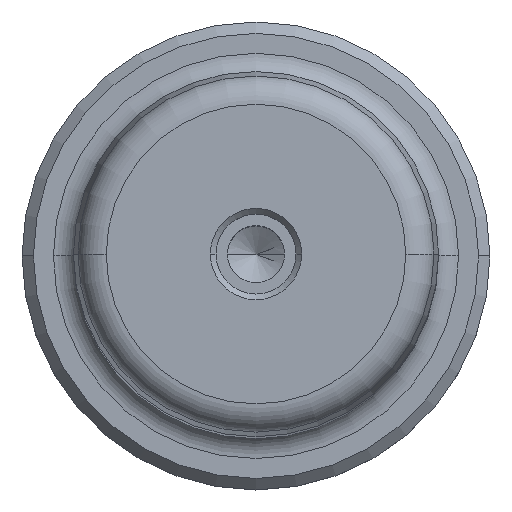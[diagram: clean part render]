
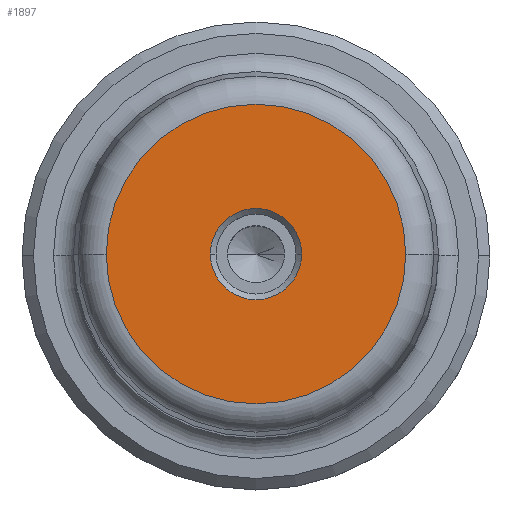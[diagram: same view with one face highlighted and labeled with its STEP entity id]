
A CAD part, top view. The second image highlights one B-rep face of the part: STEP entity #1897.
In plain terms, the highlighted planar face has unit normal (0, 0, 1).
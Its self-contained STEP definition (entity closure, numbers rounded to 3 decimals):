
#6 = EDGE_LOOP ( 'NONE', ( #1207, #86 ) ) ;
#70 = FACE_OUTER_BOUND ( 'NONE', #6, .T. ) ;
#86 = ORIENTED_EDGE ( 'NONE', *, *, #701, .T. ) ;
#100 = AXIS2_PLACEMENT_3D ( 'NONE', #1780, #668, #1988 ) ;
#185 = DIRECTION ( 'NONE',  ( 0., 0., -1. ) ) ;
#219 = VERTEX_POINT ( 'NONE', #1983 ) ;
#243 = CARTESIAN_POINT ( 'NONE',  ( 0., 0., 130. ) ) ;
#278 = CIRCLE ( 'NONE', #714, 4. ) ;
#436 = DIRECTION ( 'NONE',  ( 1., 0., 0. ) ) ;
#516 = CIRCLE ( 'NONE', #100, 13.124 ) ;
#544 = CARTESIAN_POINT ( 'NONE',  ( 0., 0., 130. ) ) ;
#586 = EDGE_CURVE ( 'NONE', #2370, #1320, #2139, .T. ) ;
#668 = DIRECTION ( 'NONE',  ( 0., 0., 1. ) ) ;
#694 = CIRCLE ( 'NONE', #810, 4. ) ;
#701 = EDGE_CURVE ( 'NONE', #1320, #2370, #516, .T. ) ;
#714 = AXIS2_PLACEMENT_3D ( 'NONE', #544, #1859, #729 ) ;
#729 = DIRECTION ( 'NONE',  ( 1., 0., 0. ) ) ;
#747 = DIRECTION ( 'NONE',  ( 0., 0., 1. ) ) ;
#810 = AXIS2_PLACEMENT_3D ( 'NONE', #1317, #185, #1507 ) ;
#952 = EDGE_CURVE ( 'NONE', #1191, #219, #694, .T. ) ;
#1111 = ORIENTED_EDGE ( 'NONE', *, *, #952, .T. ) ;
#1191 = VERTEX_POINT ( 'NONE', #1725 ) ;
#1207 = ORIENTED_EDGE ( 'NONE', *, *, #586, .T. ) ;
#1317 = CARTESIAN_POINT ( 'NONE',  ( 0., 0., 130. ) ) ;
#1320 = VERTEX_POINT ( 'NONE', #1442 ) ;
#1442 = CARTESIAN_POINT ( 'NONE',  ( -13.124, 0., 130. ) ) ;
#1485 = EDGE_LOOP ( 'NONE', ( #1111, #2091 ) ) ;
#1507 = DIRECTION ( 'NONE',  ( 1., 0., 0. ) ) ;
#1537 = AXIS2_PLACEMENT_3D ( 'NONE', #2438, #747, #2078 ) ;
#1559 = DIRECTION ( 'NONE',  ( 0., 0., 1. ) ) ;
#1575 = FACE_BOUND ( 'NONE', #1485, .T. ) ;
#1725 = CARTESIAN_POINT ( 'NONE',  ( 4., 0., 130. ) ) ;
#1780 = CARTESIAN_POINT ( 'NONE',  ( 0., 0., 130. ) ) ;
#1784 = AXIS2_PLACEMENT_3D ( 'NONE', #243, #1559, #436 ) ;
#1859 = DIRECTION ( 'NONE',  ( 0., 0., -1. ) ) ;
#1879 = PLANE ( 'NONE',  #1537 ) ;
#1897 = ADVANCED_FACE ( 'NONE', ( #1575, #70 ), #1879, .T. ) ;
#1983 = CARTESIAN_POINT ( 'NONE',  ( -4., 0., 130. ) ) ;
#1988 = DIRECTION ( 'NONE',  ( 1., 0., 0. ) ) ;
#2078 = DIRECTION ( 'NONE',  ( 1., 0., 0. ) ) ;
#2091 = ORIENTED_EDGE ( 'NONE', *, *, #2141, .T. ) ;
#2139 = CIRCLE ( 'NONE', #1784, 13.124 ) ;
#2141 = EDGE_CURVE ( 'NONE', #219, #1191, #278, .T. ) ;
#2201 = CARTESIAN_POINT ( 'NONE',  ( 13.124, 0., 130. ) ) ;
#2370 = VERTEX_POINT ( 'NONE', #2201 ) ;
#2438 = CARTESIAN_POINT ( 'NONE',  ( 0., 0., 130. ) ) ;
